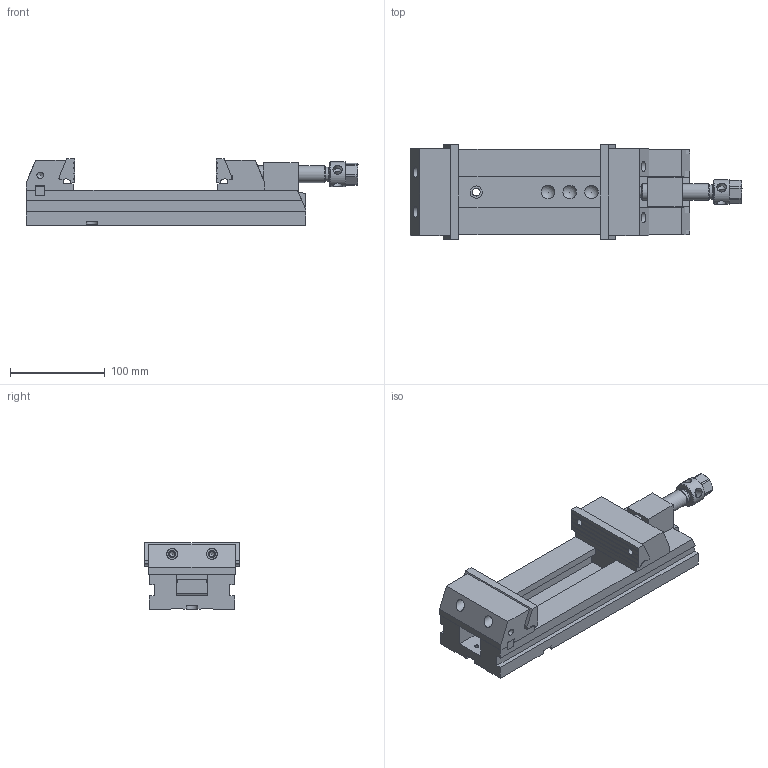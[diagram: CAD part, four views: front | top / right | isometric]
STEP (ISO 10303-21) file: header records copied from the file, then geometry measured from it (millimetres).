
FILE_DESCRIPTION(/* description */ (''),/* implementation_level */ '2;1');
FILE_NAME(/* name */ '30_100L_Mordaza.stp',/* time_stamp */ '2013-07-04T12:26:17+02:00',/* author */ (''),/* organization */ (''),/* preprocessor_version */ 'ST-DEVELOPER v11',/* originating_system */ 'SIEMENS PLM Software NX 7.5',/* authorisation */ '');
FILE_SCHEMA (('AUTOMOTIVE_DESIGN { 1 0 10303 214 1 1 1 1 }'));
Length unit declared in the file: millimetre
Products named in the file (1): 30_100L_Mordaza
Bounding box: 351.24 x 100 x 70.5 mm (x, y, z)
Volume: 1004542.9 mm3; surface area: 209861.5 mm2
Topology: 11 solids, 11 shells, 391 faces, 1063 edges, 700 vertices
Faces by surface type: plane 244, cylinder 108, cone 26, sphere 8, torus 4, bspline 1
Full cylindrical faces by diameter (mm): 4.351 x5, 5.188 x4, 6.5 x4, 6.985 x8, 7.5 x4, 8.4 x2, 8.5 x2, 10 x4, 10.5 x1, 10.579 x2, 11.5 x4, 13 x6, 13.5 x2, 14.5 x1, 15 x1, 16 x1, 16.188 x1, 17.732 x1, 19 x2, 26 x1
Entity records: 14657 total; most frequent: CARTESIAN_POINT 2515, DIRECTION 1884, ORIENTED_EDGE 1808, EDGE_CURVE 904, VERTEX_POINT 650, AXIS2_PLACEMENT_3D 632, LINE 620, VECTOR 620
